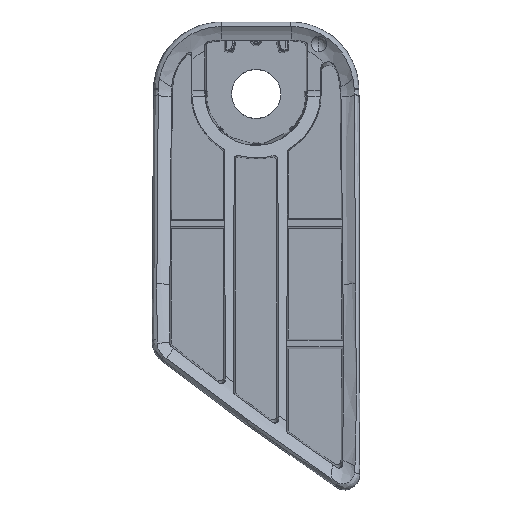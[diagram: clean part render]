
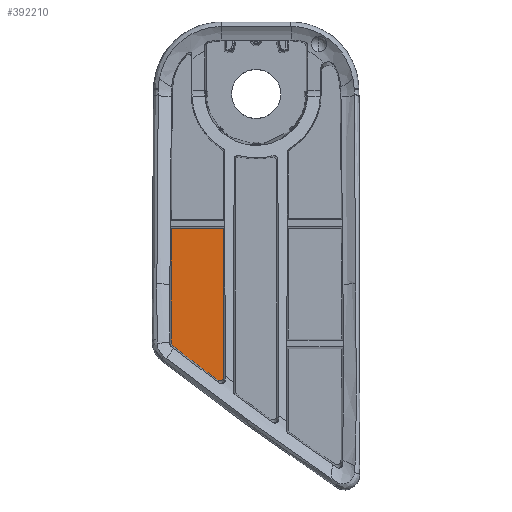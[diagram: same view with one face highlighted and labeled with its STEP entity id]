
A CAD part, top view. The second image highlights one B-rep face of the part: STEP entity #392210.
In plain terms, the highlighted planar face has unit normal (0, 0, 1).
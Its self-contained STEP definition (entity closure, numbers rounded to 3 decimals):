
#189660=CARTESIAN_POINT('',(99.8,-196.732,
-2.));
#189670=DIRECTION('',(0.,0.,-1.));
#189680=DIRECTION('',(0.,1.,0.));
#189690=AXIS2_PLACEMENT_3D('',#189660,#189670,#189680);
#189700=PLANE('',#189690);
#231850=CARTESIAN_POINT('',(361.865,126.827,
-2.));
#231860=DIRECTION('',(0.,0.,1.));
#231870=DIRECTION('',(0.,1.,0.));
#231880=AXIS2_PLACEMENT_3D('',#231850,#231860,#231870);
#231890=CIRCLE('',#231880,445.667);
#233160=CARTESIAN_POINT('',(95.493,-229.478,
-2.));
#233170=VERTEX_POINT('',#233160);
#233200=CARTESIAN_POINT('',(95.493,-196.732,
-2.));
#233210=DIRECTION('',(0.,1.,0.));
#233220=VECTOR('',#233210,1.);
#233230=LINE('',#233200,#233220);
#233240=CARTESIAN_POINT('',(95.493,-209.757,
-2.));
#233250=VERTEX_POINT('',#233240);
#233260=EDGE_CURVE('',#233170,#233250,#233230,.T.);
#355990=CARTESIAN_POINT('',(5683.495,-236.696,
-2.));
#356000=DIRECTION('',(0.,0.,1.));
#356010=DIRECTION('',(0.,1.,0.));
#356020=AXIS2_PLACEMENT_3D('',#355990,#356000,#356010);
#356030=CIRCLE('',#356020,5594.978);
#357000=CARTESIAN_POINT('',(88.529,-224.833,
-2.));
#357010=VERTEX_POINT('',#357000);
#357680=CARTESIAN_POINT('',(88.582,-209.757,
-2.));
#357690=VERTEX_POINT('',#357680);
#357720=EDGE_CURVE('',#357690,#357010,#356030,.T.);
#357780=CARTESIAN_POINT('',(87.99,-225.096,
59.808));
#357790=CARTESIAN_POINT('',(88.135,-225.026,
43.201));
#357800=CARTESIAN_POINT('',(88.28,-224.955,
26.594));
#357810=CARTESIAN_POINT('',(88.57,-224.813,
-6.62));
#357820=CARTESIAN_POINT('',(88.715,-224.742,
-23.227));
#357830=CARTESIAN_POINT('',(88.86,-224.671,
-39.834));
#357840=CARTESIAN_POINT('',(87.989,-225.317,
59.807));
#357850=CARTESIAN_POINT('',(88.134,-225.246,
43.2));
#357860=CARTESIAN_POINT('',(88.279,-225.175,
26.593));
#357870=CARTESIAN_POINT('',(88.569,-225.034,
-6.621));
#357880=CARTESIAN_POINT('',(88.714,-224.963,
-23.228));
#357890=CARTESIAN_POINT('',(88.86,-224.892,
-39.835));
#357900=CARTESIAN_POINT('',(88.086,-225.515,
59.807));
#357910=CARTESIAN_POINT('',(88.231,-225.445,
43.2));
#357920=CARTESIAN_POINT('',(88.376,-225.374,
26.593));
#357930=CARTESIAN_POINT('',(88.666,-225.232,
-6.622));
#357940=CARTESIAN_POINT('',(88.811,-225.161,
-23.227));
#357950=CARTESIAN_POINT('',(88.957,-225.09,
-39.835));
#357960=CARTESIAN_POINT('',(88.26,-225.651,
59.808));
#357970=CARTESIAN_POINT('',(88.405,-225.58,
43.2));
#357980=CARTESIAN_POINT('',(88.551,-225.509,
26.594));
#357990=CARTESIAN_POINT('',(88.841,-225.368,
-6.621));
#358000=CARTESIAN_POINT('',(88.986,-225.297,
-23.226));
#358010=CARTESIAN_POINT('',(89.131,-225.226,
-39.834));
#358020=(BOUNDED_SURFACE() B_SPLINE_SURFACE(3,3,((#357780,#357840,
#357900,#357960),(#357790,#357850,#357910,#357970),(#357800,#357860,
#357920,#357980),(#357810,#357870,#357930,#357990),(#357820,#357880,
#357940,#358000),(#357830,#357890,#357950,#358010)),.UNSPECIFIED.,.F.,
.F.,.F.) B_SPLINE_SURFACE_WITH_KNOTS((4,2,4),(4,4),(0.,49.824,
99.648),(0.,1.),.UNSPECIFIED.) GEOMETRIC_REPRESENTATION_ITEM()
 RATIONAL_B_SPLINE_SURFACE(((1.,0.932,0.932,1.),
(1.,0.932,0.932,1.),(1.,0.932,
0.932,1.),(1.,0.932,0.932,1.),(1.,
0.932,0.932,1.),(1.,0.932,
0.932,1.))) REPRESENTATION_ITEM('') SURFACE());
#358030=CARTESIAN_POINT('',(88.801,-225.387,
-2.));
#358040=CARTESIAN_POINT('',(88.759,-225.355,
-2.));
#358050=CARTESIAN_POINT('',(88.72,-225.317,
-2.));
#358060=CARTESIAN_POINT('',(88.686,-225.276,
-2.));
#358070=CARTESIAN_POINT('',(88.653,-225.234,
-2.));
#358080=CARTESIAN_POINT('',(88.624,-225.189,
-2.));
#358090=CARTESIAN_POINT('',(88.601,-225.141,
-2.));
#358100=CARTESIAN_POINT('',(88.577,-225.093,
-2.));
#358110=CARTESIAN_POINT('',(88.559,-225.043,
-2.));
#358120=CARTESIAN_POINT('',(88.547,-224.991,
-2.));
#358130=CARTESIAN_POINT('',(88.535,-224.938,
-2.));
#358140=CARTESIAN_POINT('',(88.529,-224.886,
-2.));
#358150=CARTESIAN_POINT('',(88.529,-224.833,
-2.));
#358160=B_SPLINE_CURVE_WITH_KNOTS('',3,(#358030,#358040,#358050,#358060,
#358070,#358080,#358090,#358100,#358110,#358120,#358130,#358140,#358150)
,.UNSPECIFIED.,.F.,.F.,(4,3,3,3,4),(0.,0.16,
0.32,0.48,0.639),.UNSPECIFIED.);
#358170=SURFACE_CURVE('',#358160,(#358020,#189700),.CURVE_3D.);
#358180=CARTESIAN_POINT('',(88.801,-225.387,
-2.));
#358190=VERTEX_POINT('',#358180);
#358200=EDGE_CURVE('',#358190,#357010,#358170,.T.);
#358370=CARTESIAN_POINT('',(94.693,-229.878,
-2.));
#358380=VERTEX_POINT('',#358370);
#358390=EDGE_CURVE('',#358190,#358380,#231890,.T.);
#358560=CARTESIAN_POINT('',(94.434,-229.359,
-31.708));
#358570=CARTESIAN_POINT('',(94.558,-229.607,
-17.498));
#358580=CARTESIAN_POINT('',(94.682,-229.856,
-3.288));
#358590=CARTESIAN_POINT('',(94.931,-230.351,
25.132));
#358600=CARTESIAN_POINT('',(95.055,-230.599,
39.342));
#358610=CARTESIAN_POINT('',(95.179,-230.846,
53.552));
#358620=CARTESIAN_POINT('',(94.811,-229.643,
-31.716));
#358630=CARTESIAN_POINT('',(94.936,-229.891,
-17.506));
#358640=CARTESIAN_POINT('',(95.06,-230.138,
-3.296));
#358650=CARTESIAN_POINT('',(95.308,-230.634,
25.124));
#358660=CARTESIAN_POINT('',(95.433,-230.881,
39.334));
#358670=CARTESIAN_POINT('',(95.557,-231.128,
53.544));
#358680=CARTESIAN_POINT('',(95.234,-229.431,
-31.716));
#358690=CARTESIAN_POINT('',(95.358,-229.679,
-17.506));
#358700=CARTESIAN_POINT('',(95.482,-229.927,
-3.296));
#358710=CARTESIAN_POINT('',(95.73,-230.422,
25.124));
#358720=CARTESIAN_POINT('',(95.854,-230.669,
39.334));
#358730=CARTESIAN_POINT('',(95.978,-230.916,
53.544));
#358740=CARTESIAN_POINT('',(95.234,-228.959,
-31.708));
#358750=CARTESIAN_POINT('',(95.358,-229.207,
-17.498));
#358760=CARTESIAN_POINT('',(95.482,-229.455,
-3.288));
#358770=CARTESIAN_POINT('',(95.73,-229.951,
25.132));
#358780=CARTESIAN_POINT('',(95.854,-230.198,
39.342));
#358790=CARTESIAN_POINT('',(95.978,-230.445,
53.552));
#358800=(BOUNDED_SURFACE() B_SPLINE_SURFACE(3,3,((#358560,#358620,
#358680,#358740),(#358570,#358630,#358690,#358750),(#358580,#358640,
#358700,#358760),(#358590,#358650,#358710,#358770),(#358600,#358660,
#358720,#358780),(#358610,#358670,#358730,#358790)),.UNSPECIFIED.,.F.,
.F.,.F.) B_SPLINE_SURFACE_WITH_KNOTS((4,2,4),(4,4),(0.,42.638,
85.277),(0.,1.),.UNSPECIFIED.) GEOMETRIC_REPRESENTATION_ITEM()
 RATIONAL_B_SPLINE_SURFACE(((1.,0.631,0.631,1.),
(1.,0.632,0.632,1.),(1.,0.632,
0.632,1.),(1.,0.632,0.632,1.),(1.,
0.632,0.632,1.),(1.,0.632,
0.632,1.))) REPRESENTATION_ITEM('') SURFACE());
#358810=CARTESIAN_POINT('',(94.693,-229.878,
-2.));
#358820=CARTESIAN_POINT('',(94.768,-229.933,
-2.));
#358830=CARTESIAN_POINT('',(94.856,-229.967,
-2.));
#358840=CARTESIAN_POINT('',(94.949,-229.976,
-2.));
#358850=CARTESIAN_POINT('',(95.041,-229.984,
-2.));
#358860=CARTESIAN_POINT('',(95.134,-229.966,
-2.));
#358870=CARTESIAN_POINT('',(95.217,-229.925,
-2.));
#358880=CARTESIAN_POINT('',(95.3,-229.883,
-2.));
#358890=CARTESIAN_POINT('',(95.37,-229.819,
-2.));
#358900=CARTESIAN_POINT('',(95.419,-229.74,
-2.));
#358910=CARTESIAN_POINT('',(95.468,-229.661,
-2.));
#358920=CARTESIAN_POINT('',(95.493,-229.57,
-2.));
#358930=CARTESIAN_POINT('',(95.493,-229.478,
-2.));
#358940=B_SPLINE_CURVE_WITH_KNOTS('',3,(#358810,#358820,#358830,#358840,
#358850,#358860,#358870,#358880,#358890,#358900,#358910,#358920,#358930)
,.UNSPECIFIED.,.F.,.F.,(4,3,3,3,4),(0.,0.277,
0.554,0.83,1.107),.UNSPECIFIED.);
#358950=SURFACE_CURVE('',#358940,(#358800,#189700),.CURVE_3D.);
#358960=EDGE_CURVE('',#358380,#233170,#358950,.T.);
#392080=ORIENTED_EDGE('',*,*,#233260,.T.);
#392090=ORIENTED_EDGE('',*,*,#358960,.T.);
#392100=ORIENTED_EDGE('',*,*,#358390,.T.);
#392110=ORIENTED_EDGE('',*,*,#358200,.F.);
#392120=ORIENTED_EDGE('',*,*,#357720,.T.);
#392130=CARTESIAN_POINT('',(99.8,-209.757,
-2.));
#392140=DIRECTION('',(-1.,0.,0.));
#392150=VECTOR('',#392140,1.);
#392160=LINE('',#392130,#392150);
#392170=EDGE_CURVE('',#233250,#357690,#392160,.T.);
#392180=ORIENTED_EDGE('',*,*,#392170,.T.);
#392190=EDGE_LOOP('',(#392180,#392120,#392110,#392100,#392090,#392080));
#392200=FACE_OUTER_BOUND('',#392190,.T.);
#392210=ADVANCED_FACE('',(#392200),#189700,.F.);
